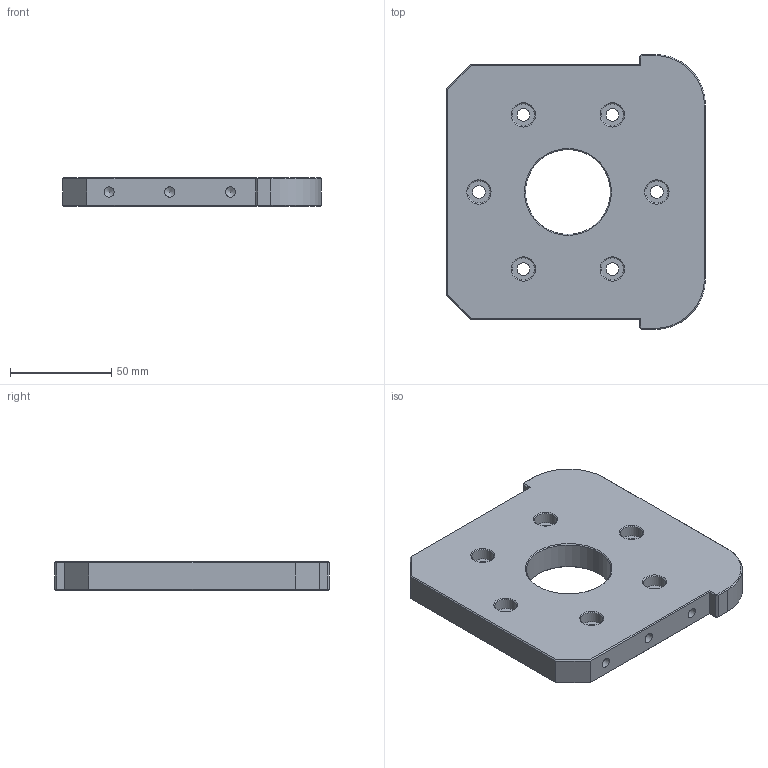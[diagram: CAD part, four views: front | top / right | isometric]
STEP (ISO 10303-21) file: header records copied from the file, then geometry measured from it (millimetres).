
FILE_DESCRIPTION(/* description */ (''),/* implementation_level */ '2;1');
FILE_NAME(/* name */ 'TopPlate_FP-evo v18.step',/* time_stamp */ '2024-10-31T23:43:42+01:00',/* author */ (''),/* organization */ (''),/* preprocessor_version */ 'ST-DEVELOPER v20',/* originating_system */ 'Autodesk Translation Framework v13.20.0.188',/* authorisation */ '');
FILE_SCHEMA (('AUTOMOTIVE_DESIGN { 1 0 10303 214 3 1 1 }'));
Length unit declared in the file: millimetre
Products named in the file (1): TopPlate_FP-evo
Bounding box: 128 x 136 x 14 mm (x, y, z)
Volume: 198073 mm3; surface area: 40936 mm2
Topology: 1 solids, 1 shells, 89 faces, 195 edges, 114 vertices
Faces by surface type: plane 44, cone 24, cylinder 21
Full cylindrical faces by diameter (mm): 5.035 x6, 6.3 x6, 11 x6, 42 x1
Entity records: 2416 total; most frequent: DIRECTION 429, CARTESIAN_POINT 393, ORIENTED_EDGE 378, EDGE_CURVE 189, AXIS2_PLACEMENT_3D 150, LINE 129, VECTOR 129, EDGE_LOOP 115
